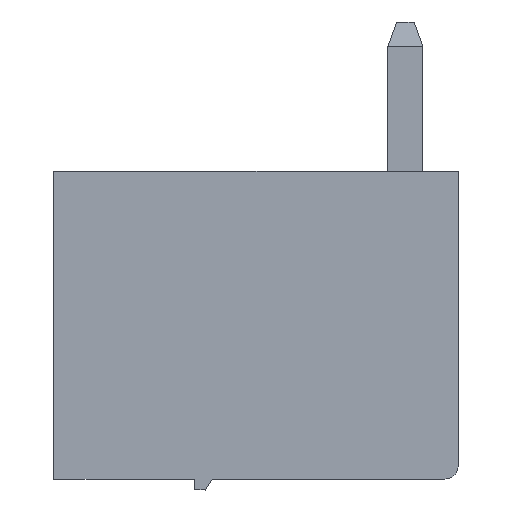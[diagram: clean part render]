
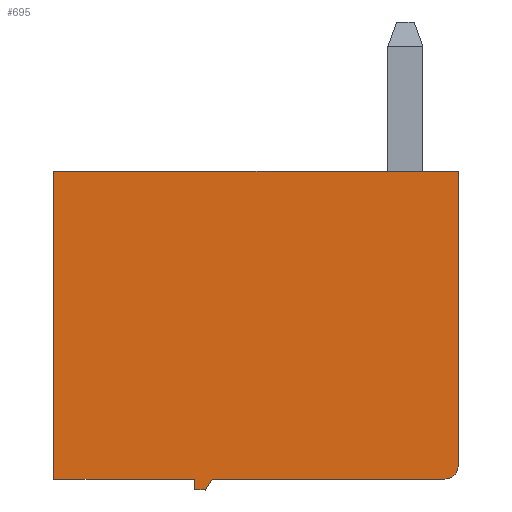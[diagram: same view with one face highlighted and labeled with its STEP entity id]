
A CAD part, front view. The second image highlights one B-rep face of the part: STEP entity #695.
In plain terms, the highlighted planar face has unit normal (0, -1, 0).
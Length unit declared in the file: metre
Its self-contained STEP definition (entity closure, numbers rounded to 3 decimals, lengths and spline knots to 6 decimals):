
#695=ADVANCED_FACE('',(#1551),#1552,.T.);
#1551=FACE_OUTER_BOUND('',#2551,.T.);
#1552=PLANE('',#2552);
#2551=EDGE_LOOP('',(#4676,#4677,#4678,#4679,#4680,#4681,#4682,#4683,#4684));
#2552=AXIS2_PLACEMENT_3D('',#4685,#4686,#4687);
#4676=ORIENTED_EDGE('',*,*,#6080,.F.);
#4677=ORIENTED_EDGE('',*,*,#6090,.F.);
#4678=ORIENTED_EDGE('',*,*,#5998,.F.);
#4679=ORIENTED_EDGE('',*,*,#5994,.F.);
#4680=ORIENTED_EDGE('',*,*,#5990,.F.);
#4681=ORIENTED_EDGE('',*,*,#5986,.F.);
#4682=ORIENTED_EDGE('',*,*,#5982,.F.);
#4683=ORIENTED_EDGE('',*,*,#6002,.F.);
#4684=ORIENTED_EDGE('',*,*,#6050,.F.);
#4685=CARTESIAN_POINT('',(0.0089,-0.046415,-0.0067));
#4686=DIRECTION('',(0.,-1.0,0.));
#4687=DIRECTION('',(0.0,0.,-1.0));
#5982=EDGE_CURVE('',#7158,#7154,#7160,.T.);
#5986=EDGE_CURVE('',#7154,#7163,#7166,.T.);
#5990=EDGE_CURVE('',#7163,#7169,#7172,.T.);
#5994=EDGE_CURVE('',#7169,#7175,#7178,.T.);
#5998=EDGE_CURVE('',#7175,#7181,#7184,.T.);
#6002=EDGE_CURVE('',#7188,#7158,#7190,.T.);
#6050=EDGE_CURVE('',#7282,#7188,#7284,.T.);
#6080=EDGE_CURVE('',#7332,#7282,#7334,.T.);
#6090=EDGE_CURVE('',#7181,#7332,#7348,.T.);
#7154=VERTEX_POINT('',#8878);
#7158=VERTEX_POINT('',#8884);
#7160=LINE('',#8887,#8888);
#7163=VERTEX_POINT('',#8891);
#7166=LINE('',#8896,#8897);
#7169=VERTEX_POINT('',#8900);
#7172=LINE('',#8905,#8906);
#7175=VERTEX_POINT('',#8909);
#7178=LINE('',#8914,#8915);
#7181=VERTEX_POINT('',#8918);
#7184=LINE('',#8923,#8924);
#7188=VERTEX_POINT('',#8928);
#7190=CIRCLE('',#8931,0.0003);
#7282=VERTEX_POINT('',#9068);
#7284=LINE('',#9071,#9072);
#7332=VERTEX_POINT('',#9147);
#7334=LINE('',#9150,#9151);
#7348=LINE('',#9173,#9174);
#8878=CARTESIAN_POINT('',(0.0036,-0.046415,-0.007));
#8884=CARTESIAN_POINT('',(0.0089,-0.046415,-0.007));
#8887=CARTESIAN_POINT('',(0.0036,-0.046415,-0.007));
#8888=VECTOR('',#11351,1.0);
#8891=CARTESIAN_POINT('',(0.00345,-0.046415,-0.00725));
#8896=CARTESIAN_POINT('',(0.00345,-0.046415,-0.00725));
#8897=VECTOR('',#11354,1.0);
#8900=CARTESIAN_POINT('',(0.0032,-0.046415,-0.00725));
#8905=CARTESIAN_POINT('',(0.0032,-0.046415,-0.00725));
#8906=VECTOR('',#11357,1.0);
#8909=CARTESIAN_POINT('',(0.0032,-0.046415,-0.007));
#8914=CARTESIAN_POINT('',(0.0032,-0.046415,-0.007));
#8915=VECTOR('',#11360,1.0);
#8918=CARTESIAN_POINT('',(0.,-0.046415,-0.007));
#8923=CARTESIAN_POINT('',(0.,-0.046415,-0.007));
#8924=VECTOR('',#11363,1.0);
#8928=CARTESIAN_POINT('',(0.0092,-0.046415,-0.0067));
#8931=AXIS2_PLACEMENT_3D('',#11368,#11369,#11370);
#9068=CARTESIAN_POINT('',(0.0092,-0.046415,0.));
#9071=CARTESIAN_POINT('',(0.0092,-0.046415,-0.0067));
#9072=VECTOR('',#11417,1.0);
#9147=CARTESIAN_POINT('',(0.,-0.046415,0.));
#9150=CARTESIAN_POINT('',(0.0065,-0.046415,0.));
#9151=VECTOR('',#11446,1.0);
#9173=CARTESIAN_POINT('',(0.,-0.046415,0.));
#9174=VECTOR('',#11455,1.0);
#11351=DIRECTION('',(-1.0,0.,0.));
#11354=DIRECTION('',(-0.514,0.,-0.857));
#11357=DIRECTION('',(-1.0,0.,0.));
#11360=DIRECTION('',(0.,0.,1.0));
#11363=DIRECTION('',(-1.0,0.,0.));
#11368=CARTESIAN_POINT('',(0.0089,-0.046415,-0.0067));
#11369=DIRECTION('',(0.,1.0,0.));
#11370=DIRECTION('',(-0.707,0.,0.707));
#11417=DIRECTION('',(0.,0.,-1.0));
#11446=DIRECTION('',(1.0,0.,0.));
#11455=DIRECTION('',(0.,0.,1.0));
